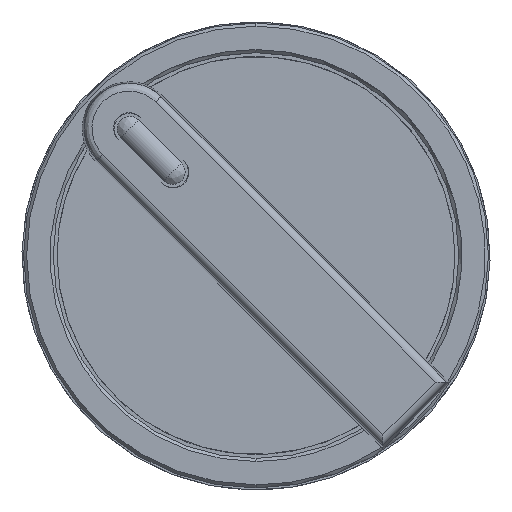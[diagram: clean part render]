
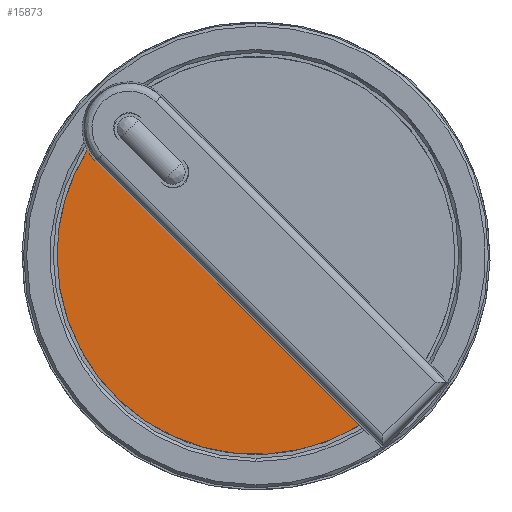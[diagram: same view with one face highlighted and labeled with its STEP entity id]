
A CAD part, top view. The second image highlights one B-rep face of the part: STEP entity #15873.
In plain terms, the highlighted planar face has unit normal (0, 0, 1).
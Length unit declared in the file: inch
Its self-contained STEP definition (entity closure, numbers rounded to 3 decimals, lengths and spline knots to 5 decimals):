
#253 = CARTESIAN_POINT ( 'NONE',  ( 0., 0., 0.48031 ) ) ;
#523 = DIRECTION ( 'NONE',  ( -1., 0., 0. ) ) ;
#845 = LINE ( 'NONE', #4885, #17143 ) ;
#4556 = CARTESIAN_POINT ( 'NONE',  ( 0., 0., 0.48031 ) ) ;
#4885 = CARTESIAN_POINT ( 'NONE',  ( 0.58462, -0.75165, 0.48031 ) ) ;
#5330 = AXIS2_PLACEMENT_3D ( 'NONE', #14165, #15239, #6988 ) ;
#5534 = ORIENTED_EDGE ( 'NONE', *, *, #16845, .F. ) ;
#6737 = ORIENTED_EDGE ( 'NONE', *, *, #13287, .F. ) ;
#6988 = DIRECTION ( 'NONE',  ( 0., 1., 0. ) ) ;
#7058 = VERTEX_POINT ( 'NONE', #17738 ) ;
#7214 = EDGE_CURVE ( 'NONE', #14866, #9584, #13081, .T. ) ;
#7414 = CARTESIAN_POINT ( 'NONE',  ( -0.17747, 0.17747, 0.48031 ) ) ;
#7618 = CARTESIAN_POINT ( 'NONE',  ( 0.26146, -0.4285, 0.48031 ) ) ;
#7934 = ORIENTED_EDGE ( 'NONE', *, *, #7214, .T. ) ;
#8174 = CARTESIAN_POINT ( 'NONE',  ( -0.40366, 0.23663, 0.48031 ) ) ;
#8362 = EDGE_LOOP ( 'NONE', ( #6737, #17678, #7934, #5534 ) ) ;
#8425 = DIRECTION ( 'NONE',  ( 0., 0., -1. ) ) ;
#8439 = EDGE_CURVE ( 'NONE', #14866, #15180, #845, .T. ) ;
#9065 = AXIS2_PLACEMENT_3D ( 'NONE', #253, #15664, #17090 ) ;
#9542 = CIRCLE ( 'NONE', #16985, 0.50197 ) ;
#9584 = VERTEX_POINT ( 'NONE', #10098 ) ;
#10098 = CARTESIAN_POINT ( 'NONE',  ( -0.42538, 0.26651, 0.48031 ) ) ;
#11889 = AXIS2_PLACEMENT_3D ( 'NONE', #7414, #17002, #17171 ) ;
#12497 = CIRCLE ( 'NONE', #9065, 0.50197 ) ;
#13062 = DIRECTION ( 'NONE',  ( 0.707, -0.707, 0. ) ) ;
#13081 = CIRCLE ( 'NONE', #5330, 0.11811 ) ;
#13152 = PLANE ( 'NONE',  #11889 ) ;
#13287 = EDGE_CURVE ( 'NONE', #15180, #7058, #9542, .T. ) ;
#14165 = CARTESIAN_POINT ( 'NONE',  ( -0.32015, 0.32015, 0.48031 ) ) ;
#14866 = VERTEX_POINT ( 'NONE', #8174 ) ;
#15180 = VERTEX_POINT ( 'NONE', #7618 ) ;
#15239 = DIRECTION ( 'NONE',  ( 0., 0., -1. ) ) ;
#15574 = FACE_OUTER_BOUND ( 'NONE', #8362, .T. ) ;
#15664 = DIRECTION ( 'NONE',  ( 0., 0., -1. ) ) ;
#15873 = ADVANCED_FACE ( 'NONE', ( #15574 ), #13152, .T. ) ;
#16845 = EDGE_CURVE ( 'NONE', #7058, #9584, #12497, .T. ) ;
#16985 = AXIS2_PLACEMENT_3D ( 'NONE', #4556, #8425, #523 ) ;
#17002 = DIRECTION ( 'NONE',  ( 0., 0., 1. ) ) ;
#17090 = DIRECTION ( 'NONE',  ( -1., 0., 0. ) ) ;
#17143 = VECTOR ( 'NONE', #13062, 39.37008 ) ;
#17171 = DIRECTION ( 'NONE',  ( 1., 0., 0. ) ) ;
#17678 = ORIENTED_EDGE ( 'NONE', *, *, #8439, .F. ) ;
#17738 = CARTESIAN_POINT ( 'NONE',  ( -0.50197, 0., 0.48031 ) ) ;
